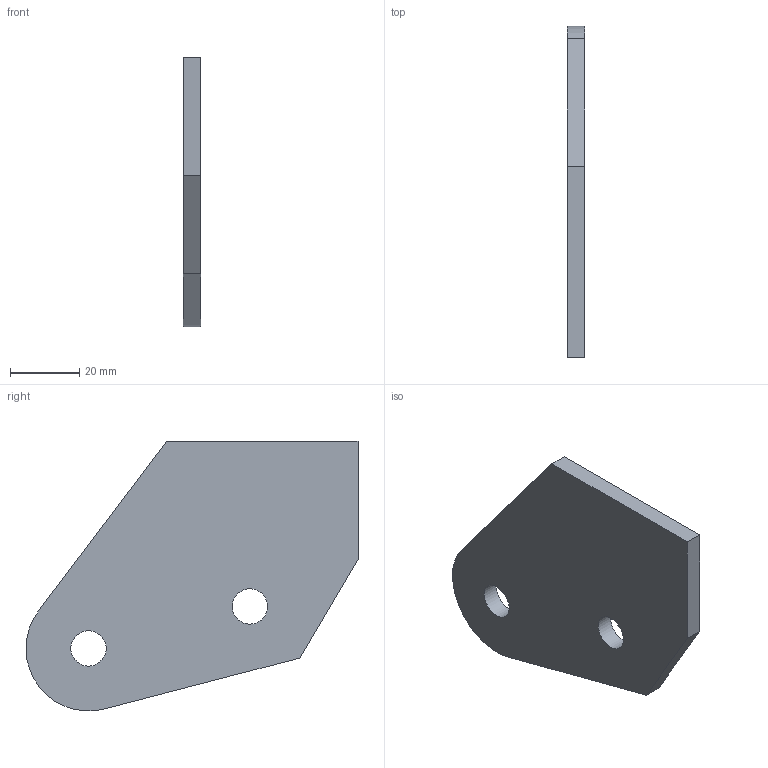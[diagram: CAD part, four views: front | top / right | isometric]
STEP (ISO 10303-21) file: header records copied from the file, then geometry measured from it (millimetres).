
FILE_DESCRIPTION(/* description */ (''),/* implementation_level */ '2;1');
FILE_NAME(/* name */ 'STAFFA_PORTAMOZZO_4_MIR.stp',/* time_stamp */ '2016-06-02T11:33:42+02:00',/* author */ (''),/* organization */ (''),/* preprocessor_version */ 'ST-DEVELOPER v16.5',/* originating_system */ 'Autodesk Translation Framework v5.0.0.3310',/* authorisation */ '');
FILE_SCHEMA (('AUTOMOTIVE_DESIGN { 1 0 10303 214 3 1 1 }'));
Length unit declared in the file: centimetre
Products named in the file (1): STAFFA_PORTAMOZZO_4_MIR
Bounding box: 5 x 95.63 x 77.65 mm (x, y, z)
Volume: 25843.1 mm3; surface area: 12088.3 mm2
Topology: 1 solids, 1 shells, 10 faces, 24 edges, 16 vertices
Faces by surface type: plane 7, cylinder 3
Full cylindrical faces by diameter (mm): 10.2 x2
Entity records: 316 total; most frequent: DIRECTION 50, CARTESIAN_POINT 49, ORIENTED_EDGE 44, EDGE_CURVE 22, AXIS2_PLACEMENT_3D 17, EDGE_LOOP 16, LINE 16, VECTOR 16
